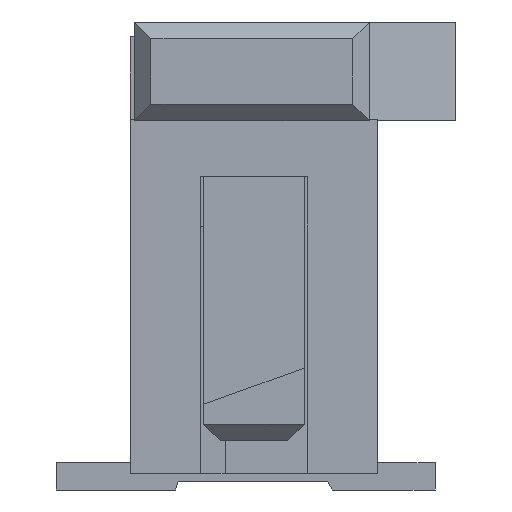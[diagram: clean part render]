
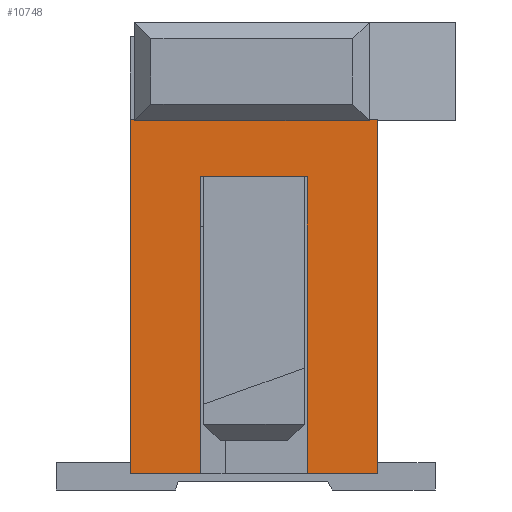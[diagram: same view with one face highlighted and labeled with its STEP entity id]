
A CAD part, left-side view. The second image highlights one B-rep face of the part: STEP entity #10748.
In plain terms, the highlighted planar face has unit normal (-1, 0, 0).
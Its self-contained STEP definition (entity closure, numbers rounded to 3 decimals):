
#146=DIRECTION('',(0.,1.,0.));
#147=VECTOR('',#146,0.1);
#148=CARTESIAN_POINT('',(-12.8,-1.5,0.));
#149=LINE('',#148,#147);
#218=DIRECTION('',(0.,1.,0.));
#219=VECTOR('',#218,0.05);
#220=CARTESIAN_POINT('',(-12.8,1.45,0.));
#221=LINE('',#220,#219);
#1170=DIRECTION('',(0.,0.,1.));
#1171=VECTOR('',#1170,4.3);
#1172=CARTESIAN_POINT('',(-12.8,-1.5,-4.3));
#1173=LINE('',#1172,#1171);
#1920=DIRECTION('',(0.,1.,0.));
#1921=VECTOR('',#1920,0.85);
#1922=CARTESIAN_POINT('',(-12.8,0.65,-4.3));
#1923=LINE('',#1922,#1921);
#1944=DIRECTION('',(0.,1.,0.));
#1945=VECTOR('',#1944,0.85);
#1946=CARTESIAN_POINT('',(-12.8,-1.5,-4.3));
#1947=LINE('',#1946,#1945);
#2416=DIRECTION('',(0.,-1.,0.));
#2417=VECTOR('',#2416,2.85);
#2418=CARTESIAN_POINT('',(-12.8,1.45,-0.02));
#2419=LINE('',#2418,#2417);
#2420=DIRECTION('',(0.,0.,1.));
#2421=VECTOR('',#2420,0.02);
#2422=CARTESIAN_POINT('',(-12.8,-1.4,-0.02));
#2423=LINE('',#2422,#2421);
#2424=DIRECTION('',(0.,0.,1.));
#2425=VECTOR('',#2424,3.6);
#2426=CARTESIAN_POINT('',(-12.8,-0.65,-4.3));
#2427=LINE('',#2426,#2425);
#2428=DIRECTION('',(0.,1.,0.));
#2429=VECTOR('',#2428,1.3);
#2430=CARTESIAN_POINT('',(-12.8,-0.65,-0.7));
#2431=LINE('',#2430,#2429);
#2432=DIRECTION('',(0.,0.,1.));
#2433=VECTOR('',#2432,3.6);
#2434=CARTESIAN_POINT('',(-12.8,0.65,-4.3));
#2435=LINE('',#2434,#2433);
#2436=DIRECTION('',(0.,0.,1.));
#2437=VECTOR('',#2436,4.3);
#2438=CARTESIAN_POINT('',(-12.8,1.5,-4.3));
#2439=LINE('',#2438,#2437);
#2440=DIRECTION('',(0.,0.,1.));
#2441=VECTOR('',#2440,0.02);
#2442=CARTESIAN_POINT('',(-12.8,1.45,-0.02));
#2443=LINE('',#2442,#2441);
#6334=CARTESIAN_POINT('',(-12.8,1.5,-4.3));
#6335=CARTESIAN_POINT('',(-12.8,1.5,0.));
#6336=VERTEX_POINT('',#6334);
#6337=VERTEX_POINT('',#6335);
#6338=CARTESIAN_POINT('',(-12.8,-1.5,-4.3));
#6339=CARTESIAN_POINT('',(-12.8,-1.5,0.));
#6340=VERTEX_POINT('',#6338);
#6341=VERTEX_POINT('',#6339);
#6399=CARTESIAN_POINT('',(-12.8,0.65,-4.3));
#6401=VERTEX_POINT('',#6399);
#6406=CARTESIAN_POINT('',(-12.8,-0.65,-4.3));
#6407=VERTEX_POINT('',#6406);
#6418=CARTESIAN_POINT('',(-12.8,0.65,-0.7));
#6419=VERTEX_POINT('',#6418);
#6420=CARTESIAN_POINT('',(-12.8,-0.65,-0.7));
#6421=VERTEX_POINT('',#6420);
#6546=CARTESIAN_POINT('',(-12.8,1.45,-0.02));
#6547=CARTESIAN_POINT('',(-12.8,-1.4,-0.02));
#6548=VERTEX_POINT('',#6546);
#6549=VERTEX_POINT('',#6547);
#6550=CARTESIAN_POINT('',(-12.8,-1.4,0.));
#6551=VERTEX_POINT('',#6550);
#6552=CARTESIAN_POINT('',(-12.8,1.45,0.));
#6553=VERTEX_POINT('',#6552);
#10725=CARTESIAN_POINT('',(-12.8,1.5,0.));
#10726=DIRECTION('',(-1.,0.,0.));
#10727=DIRECTION('',(0.,-1.,0.));
#10728=AXIS2_PLACEMENT_3D('',#10725,#10726,#10727);
#10729=PLANE('',#10728);
#10730=ORIENTED_EDGE('',*,*,#8722,.T.);
#10731=ORIENTED_EDGE('',*,*,#8545,.T.);
#10732=ORIENTED_EDGE('',*,*,#8397,.F.);
#10733=ORIENTED_EDGE('',*,*,#9556,.F.);
#10734=ORIENTED_EDGE('',*,*,#10294,.T.);
#10736=ORIENTED_EDGE('',*,*,#10735,.T.);
#10738=ORIENTED_EDGE('',*,*,#10737,.T.);
#10740=ORIENTED_EDGE('',*,*,#10739,.F.);
#10741=ORIENTED_EDGE('',*,*,#10282,.T.);
#10743=ORIENTED_EDGE('',*,*,#10742,.T.);
#10744=ORIENTED_EDGE('',*,*,#8473,.F.);
#10745=ORIENTED_EDGE('',*,*,#10686,.F.);
#10746=EDGE_LOOP('',(#10730,#10731,#10732,#10733,#10734,#10736,#10738,#10740,
#10741,#10743,#10744,#10745));
#10747=FACE_OUTER_BOUND('',#10746,.F.);
#8397=EDGE_CURVE('',#6341,#6551,#149,.T.);
#8473=EDGE_CURVE('',#6553,#6337,#221,.T.);
#8545=EDGE_CURVE('',#6549,#6551,#2423,.T.);
#8722=EDGE_CURVE('',#6548,#6549,#2419,.T.);
#9556=EDGE_CURVE('',#6340,#6341,#1173,.T.);
#10282=EDGE_CURVE('',#6401,#6336,#1923,.T.);
#10294=EDGE_CURVE('',#6340,#6407,#1947,.T.);
#10686=EDGE_CURVE('',#6548,#6553,#2443,.T.);
#10735=EDGE_CURVE('',#6407,#6421,#2427,.T.);
#10737=EDGE_CURVE('',#6421,#6419,#2431,.T.);
#10739=EDGE_CURVE('',#6401,#6419,#2435,.T.);
#10742=EDGE_CURVE('',#6336,#6337,#2439,.T.);
#10748=ADVANCED_FACE('',(#10747),#10729,.T.);
